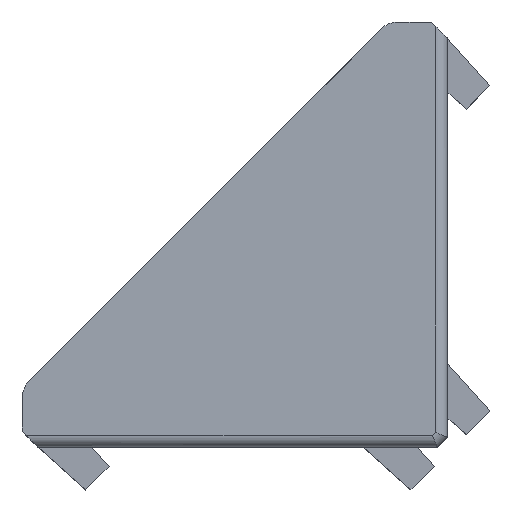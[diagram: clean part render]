
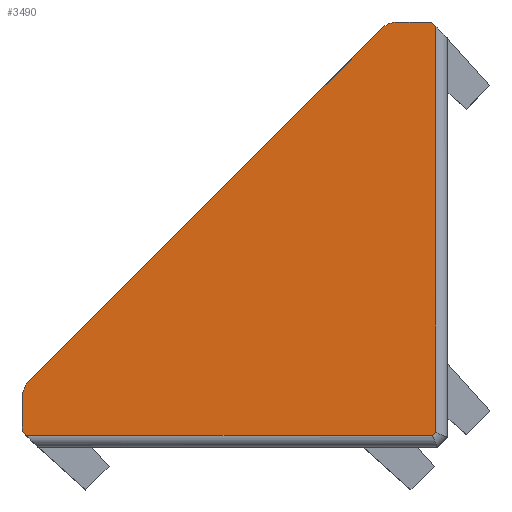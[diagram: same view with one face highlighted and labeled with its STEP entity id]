
A CAD part, top view. The second image highlights one B-rep face of the part: STEP entity #3490.
In plain terms, the highlighted planar face has unit normal (0.012, -0.012, 1).
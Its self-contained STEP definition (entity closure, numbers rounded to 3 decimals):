
#18 = ORIENTED_EDGE ( 'NONE', *, *, #373, .T. ) ;
#60 = DIRECTION ( 'NONE',  ( 0., -1., -0.012 ) ) ;
#206 = CARTESIAN_POINT ( 'NONE',  ( -17.818, 0.494, 8.973 ) ) ;
#207 = DIRECTION ( 'NONE',  ( 0., 1., 0.012 ) ) ;
#214 = CARTESIAN_POINT ( 'NONE',  ( -17.707, 2.799, 9. ) ) ;
#358 = VECTOR ( 'NONE', #425, 1000. ) ;
#373 = EDGE_CURVE ( 'NONE', #1959, #1046, #4315, .T. ) ;
#420 = CARTESIAN_POINT ( 'NONE',  ( -2.361, 18., 8.998 ) ) ;
#422 = ORIENTED_EDGE ( 'NONE', *, *, #742, .T. ) ;
#425 = DIRECTION ( 'NONE',  ( -0.707, -0.707, 0. ) ) ;
#480 = VERTEX_POINT ( 'NONE', #4704 ) ;
#603 = EDGE_CURVE ( 'NONE', #480, #1959, #3374, .T. ) ;
#742 = EDGE_CURVE ( 'NONE', #1648, #4645, #2158, .T. ) ;
#895 = CARTESIAN_POINT ( 'NONE',  ( -0.676, 18., 8.977 ) ) ;
#1046 = VERTEX_POINT ( 'NONE', #3444 ) ;
#1103 = CARTESIAN_POINT ( 'NONE',  ( -0.676, 18., 8.977 ) ) ;
#1145 = ORIENTED_EDGE ( 'NONE', *, *, #1401, .T. ) ;
#1195 = VECTOR ( 'NONE', #2137, 1000. ) ;
#1200 = CARTESIAN_POINT ( 'NONE',  ( -0.494, 0.625, 8.761 ) ) ;
#1211 = CARTESIAN_POINT ( 'NONE',  ( -0.676, 18., 8.977 ) ) ;
#1248 = CARTESIAN_POINT ( 'NONE',  ( -2.799, 17.707, 9. ) ) ;
#1344 = EDGE_CURVE ( 'NONE', #1046, #3838, #4574, .T. ) ;
#1401 = EDGE_CURVE ( 'NONE', #5296, #1710, #4986, .T. ) ;
#1476 = DIRECTION ( 'NONE',  ( 1., 0., -0.012 ) ) ;
#1573 = CARTESIAN_POINT ( 'NONE',  ( -0.347, 0.772, 8.761 ) ) ;
#1593 = ORIENTED_EDGE ( 'NONE', *, *, #2015, .T. ) ;
#1620 = CARTESIAN_POINT ( 'NONE',  ( -0.494, 17.818, 8.973 ) ) ;
#1630 = CARTESIAN_POINT ( 'NONE',  ( -2.799, 17.707, 9. ) ) ;
#1648 = VERTEX_POINT ( 'NONE', #5331 ) ;
#1696 = EDGE_CURVE ( 'NONE', #3694, #3905, #4833, .T. ) ;
#1710 = VERTEX_POINT ( 'NONE', #1630 ) ;
#1800 = LINE ( 'NONE', #4355, #4997 ) ;
#1959 = VERTEX_POINT ( 'NONE', #5157 ) ;
#2015 = EDGE_CURVE ( 'NONE', #4645, #3694, #1800, .T. ) ;
#2025 = VECTOR ( 'NONE', #4069, 1000. ) ;
#2086 = VECTOR ( 'NONE', #60, 1000. ) ;
#2137 = DIRECTION ( 'NONE',  ( -1., 0., 0.012 ) ) ;
#2158 = LINE ( 'NONE', #1573, #2025 ) ;
#2213 = VECTOR ( 'NONE', #3669, 1000. ) ;
#2218 = CARTESIAN_POINT ( 'NONE',  ( -2.092, 18., 8.995 ) ) ;
#2298 = CARTESIAN_POINT ( 'NONE',  ( -18., 2.361, 8.998 ) ) ;
#2369 = EDGE_LOOP ( 'NONE', ( #4750, #3348, #422, #1593, #2443, #4856, #1145, #4217, #4864, #18 ) ) ;
#2443 = ORIENTED_EDGE ( 'NONE', *, *, #1696, .T. ) ;
#2835 = CARTESIAN_POINT ( 'NONE',  ( -18., 0.676, 8.977 ) ) ;
#2861 = DIRECTION ( 'NONE',  ( -0.707, 0.707, 0.017 ) ) ;
#2965 = CARTESIAN_POINT ( 'NONE',  ( -18., 2.092, 8.995 ) ) ;
#3125 = PLANE ( 'NONE',  #4286 ) ;
#3212 = EDGE_CURVE ( 'NONE', #1710, #480, #3668, .T. ) ;
#3277 = EDGE_CURVE ( 'NONE', #3905, #5296, #4259, .T. ) ;
#3328 = CARTESIAN_POINT ( 'NONE',  ( -2.799, 17.707, 9. ) ) ;
#3348 = ORIENTED_EDGE ( 'NONE', *, *, #4576, .T. ) ;
#3374 =( BOUNDED_CURVE ( )  B_SPLINE_CURVE ( 3, ( #214, #4383, #2298, #5220 ),
 .UNSPECIFIED., .F., .T. ) 
 B_SPLINE_CURVE_WITH_KNOTS ( ( 4, 4 ),
 ( 3.142, 3.927 ),
 .UNSPECIFIED. ) 
 CURVE ( )  GEOMETRIC_REPRESENTATION_ITEM ( )  RATIONAL_B_SPLINE_CURVE ( ( 1., 0.949, 0.949, 1. ) ) 
 REPRESENTATION_ITEM ( '' )  );
#3444 = CARTESIAN_POINT ( 'NONE',  ( -18., 0.676, 8.977 ) ) ;
#3490 = ADVANCED_FACE ( 'NONE', ( #4585 ), #3125, .T. ) ;
#3668 = LINE ( 'NONE', #3328, #358 ) ;
#3669 = DIRECTION ( 'NONE',  ( 0.707, -0.707, -0.017 ) ) ;
#3694 = VERTEX_POINT ( 'NONE', #1620 ) ;
#3742 = VECTOR ( 'NONE', #4485, 1000. ) ;
#3743 = CARTESIAN_POINT ( 'NONE',  ( -2.609, 17.897, 9. ) ) ;
#3838 = VERTEX_POINT ( 'NONE', #206 ) ;
#3905 = VERTEX_POINT ( 'NONE', #1103 ) ;
#3966 = DIRECTION ( 'NONE',  ( 0.012, -0.012, 1. ) ) ;
#4069 = DIRECTION ( 'NONE',  ( 0.707, 0.707, 0. ) ) ;
#4217 = ORIENTED_EDGE ( 'NONE', *, *, #3212, .T. ) ;
#4259 = LINE ( 'NONE', #895, #1195 ) ;
#4286 = AXIS2_PLACEMENT_3D ( 'NONE', #4786, #3966, #1476 ) ;
#4315 = LINE ( 'NONE', #2965, #2086 ) ;
#4355 = CARTESIAN_POINT ( 'NONE',  ( -0.494, 17.324, 8.967 ) ) ;
#4383 = CARTESIAN_POINT ( 'NONE',  ( -17.897, 2.609, 9. ) ) ;
#4485 = DIRECTION ( 'NONE',  ( 1., 0., -0.012 ) ) ;
#4574 = LINE ( 'NONE', #2835, #2213 ) ;
#4576 = EDGE_CURVE ( 'NONE', #3838, #1648, #4859, .T. ) ;
#4585 = FACE_OUTER_BOUND ( 'NONE', #2369, .T. ) ;
#4645 = VERTEX_POINT ( 'NONE', #1200 ) ;
#4698 = VECTOR ( 'NONE', #2861, 1000. ) ;
#4704 = CARTESIAN_POINT ( 'NONE',  ( -17.707, 2.799, 9. ) ) ;
#4750 = ORIENTED_EDGE ( 'NONE', *, *, #1344, .T. ) ;
#4786 = CARTESIAN_POINT ( 'NONE',  ( -2.799, 17.707, 9. ) ) ;
#4833 = LINE ( 'NONE', #1211, #4698 ) ;
#4856 = ORIENTED_EDGE ( 'NONE', *, *, #3277, .T. ) ;
#4859 = LINE ( 'NONE', #5302, #3742 ) ;
#4864 = ORIENTED_EDGE ( 'NONE', *, *, #603, .T. ) ;
#4951 = CARTESIAN_POINT ( 'NONE',  ( -2.092, 18., 8.995 ) ) ;
#4986 =( BOUNDED_CURVE ( )  B_SPLINE_CURVE ( 3, ( #4951, #420, #3743, #1248 ),
 .UNSPECIFIED., .F., .T. ) 
 B_SPLINE_CURVE_WITH_KNOTS ( ( 4, 4 ),
 ( 2.356, 3.142 ),
 .UNSPECIFIED. ) 
 CURVE ( )  GEOMETRIC_REPRESENTATION_ITEM ( )  RATIONAL_B_SPLINE_CURVE ( ( 1., 0.949, 0.949, 1. ) ) 
 REPRESENTATION_ITEM ( '' )  );
#4997 = VECTOR ( 'NONE', #207, 1000. ) ;
#5157 = CARTESIAN_POINT ( 'NONE',  ( -18., 2.092, 8.995 ) ) ;
#5220 = CARTESIAN_POINT ( 'NONE',  ( -18., 2.092, 8.995 ) ) ;
#5296 = VERTEX_POINT ( 'NONE', #2218 ) ;
#5302 = CARTESIAN_POINT ( 'NONE',  ( -0.424, 0.494, 8.758 ) ) ;
#5331 = CARTESIAN_POINT ( 'NONE',  ( -0.625, 0.494, 8.761 ) ) ;
